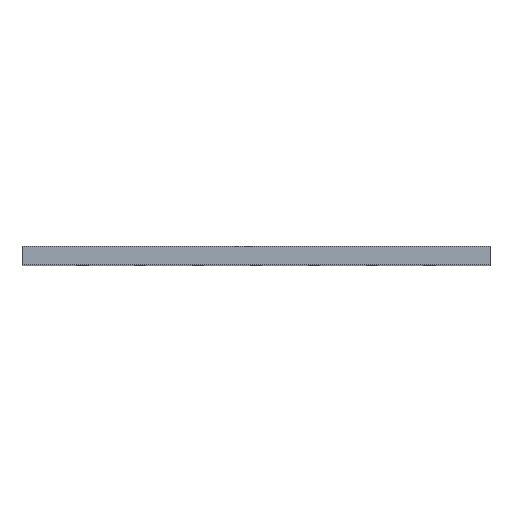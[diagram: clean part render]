
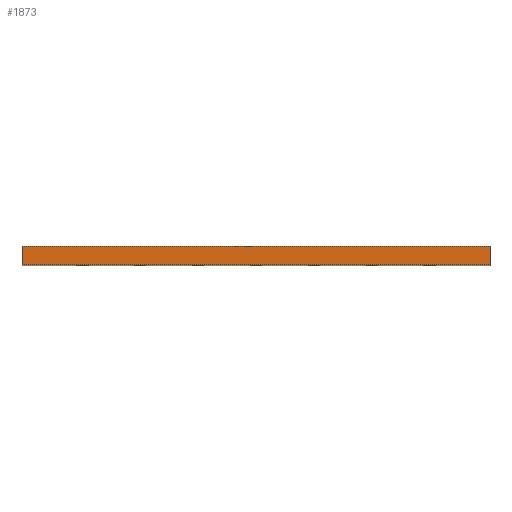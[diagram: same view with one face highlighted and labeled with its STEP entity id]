
A CAD part, top view. The second image highlights one B-rep face of the part: STEP entity #1873.
In plain terms, the highlighted planar face has unit normal (0, 0, 1).
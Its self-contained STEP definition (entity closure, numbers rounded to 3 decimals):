
#170=PLANE('',#2130);
#253=FACE_OUTER_BOUND('',#336,.T.);
#336=EDGE_LOOP('',(#1544,#1545,#1546,#1547));
#575=LINE('',#3171,#664);
#576=LINE('',#3174,#665);
#577=LINE('',#3176,#666);
#578=LINE('',#3177,#667);
#664=VECTOR('',#2681,10.);
#665=VECTOR('',#2684,10.);
#666=VECTOR('',#2685,10.);
#667=VECTOR('',#2686,10.);
#981=VERTEX_POINT('',#3164);
#984=VERTEX_POINT('',#3169);
#985=VERTEX_POINT('',#3173);
#986=VERTEX_POINT('',#3175);
#1223=EDGE_CURVE('',#981,#984,#575,.T.);
#1224=EDGE_CURVE('',#985,#981,#576,.T.);
#1225=EDGE_CURVE('',#986,#984,#577,.T.);
#1226=EDGE_CURVE('',#985,#986,#578,.T.);
#1544=ORIENTED_EDGE('',*,*,#1224,.T.);
#1545=ORIENTED_EDGE('',*,*,#1223,.T.);
#1546=ORIENTED_EDGE('',*,*,#1225,.F.);
#1547=ORIENTED_EDGE('',*,*,#1226,.F.);
#1873=ADVANCED_FACE('',(#253),#170,.T.);
#2130=AXIS2_PLACEMENT_3D('',#3172,#2682,#2683);
#2681=DIRECTION('',(0.,1.,0.));
#2682=DIRECTION('center_axis',(0.,0.,1.));
#2683=DIRECTION('ref_axis',(1.,0.,0.));
#2684=DIRECTION('',(1.,0.,0.));
#2685=DIRECTION('',(1.,0.,0.));
#2686=DIRECTION('',(0.,1.,0.));
#3164=CARTESIAN_POINT('',(101.,0.,151.));
#3169=CARTESIAN_POINT('',(101.,8.,151.));
#3171=CARTESIAN_POINT('',(101.,0.,151.));
#3172=CARTESIAN_POINT('Origin',(-101.,0.,151.));
#3173=CARTESIAN_POINT('',(-101.,0.,151.));
#3174=CARTESIAN_POINT('',(-101.,0.,151.));
#3175=CARTESIAN_POINT('',(-101.,8.,151.));
#3176=CARTESIAN_POINT('',(-101.,8.,151.));
#3177=CARTESIAN_POINT('',(-101.,0.,151.));
